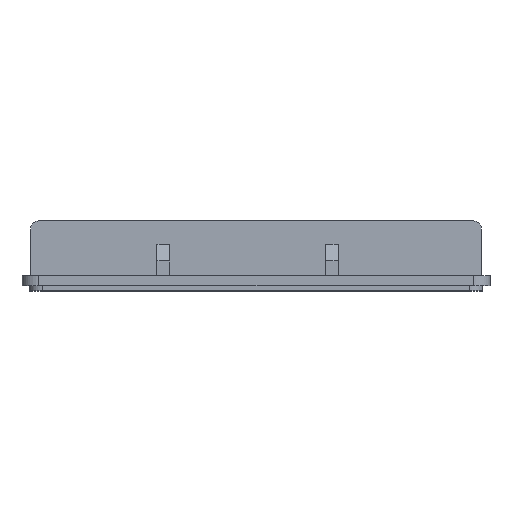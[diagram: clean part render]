
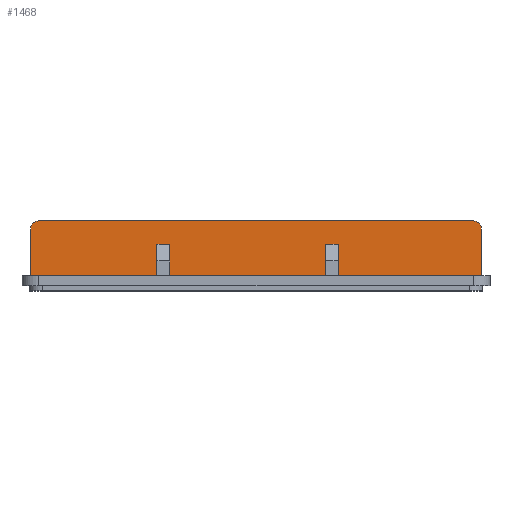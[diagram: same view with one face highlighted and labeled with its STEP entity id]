
A CAD part, top view. The second image highlights one B-rep face of the part: STEP entity #1468.
In plain terms, the highlighted planar face has unit normal (0, 0, 1).
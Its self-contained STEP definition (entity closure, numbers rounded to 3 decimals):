
#9 = DIRECTION ( 'NONE',  ( 0., 0., 1. ) ) ;
#10 = DIRECTION ( 'NONE',  ( 0., -1., 0. ) ) ;
#23 = VERTEX_POINT ( 'NONE', #2063 ) ;
#24 = VECTOR ( 'NONE', #163, 1000. ) ;
#31 = ORIENTED_EDGE ( 'NONE', *, *, #1661, .T. ) ;
#61 = DIRECTION ( 'NONE',  ( 0., -1., 0. ) ) ;
#71 = LINE ( 'NONE', #228, #560 ) ;
#93 = DIRECTION ( 'NONE',  ( 1., 0., 0. ) ) ;
#163 = DIRECTION ( 'NONE',  ( -1., 0., 0. ) ) ;
#174 = DIRECTION ( 'NONE',  ( -1., 0., 0. ) ) ;
#185 = CARTESIAN_POINT ( 'NONE',  ( 8.25, 1.2, -6.055 ) ) ;
#228 = CARTESIAN_POINT ( 'NONE',  ( 9.75, 4.95, -6.055 ) ) ;
#272 = CARTESIAN_POINT ( 'NONE',  ( -10.25, 4.95, -6.055 ) ) ;
#320 = DIRECTION ( 'NONE',  ( -1., 0., 0. ) ) ;
#331 = CARTESIAN_POINT ( 'NONE',  ( 9.75, 4.95, -6.055 ) ) ;
#350 = ORIENTED_EDGE ( 'NONE', *, *, #1763, .T. ) ;
#369 = DIRECTION ( 'NONE',  ( 0., 0., 1. ) ) ;
#370 = ORIENTED_EDGE ( 'NONE', *, *, #1982, .F. ) ;
#397 = CARTESIAN_POINT ( 'NONE',  ( -26.75, 1.2, -6.055 ) ) ;
#405 = VERTEX_POINT ( 'NONE', #472 ) ;
#421 = VECTOR ( 'NONE', #2211, 1000. ) ;
#432 = VERTEX_POINT ( 'NONE', #1000 ) ;
#435 = CARTESIAN_POINT ( 'NONE',  ( 26.75, 1.2, -6.055 ) ) ;
#472 = CARTESIAN_POINT ( 'NONE',  ( 25.75, 7.7, -6.055 ) ) ;
#542 = CARTESIAN_POINT ( 'NONE',  ( -25.75, 6.7, -6.055 ) ) ;
#560 = VECTOR ( 'NONE', #1815, 1000. ) ;
#567 = LINE ( 'NONE', #754, #2074 ) ;
#580 = DIRECTION ( 'NONE',  ( 1., 0., 0. ) ) ;
#594 = VERTEX_POINT ( 'NONE', #185 ) ;
#600 = CARTESIAN_POINT ( 'NONE',  ( 8.25, 4.95, -6.055 ) ) ;
#646 = CARTESIAN_POINT ( 'NONE',  ( 26.75, 1.2, -6.055 ) ) ;
#653 = VERTEX_POINT ( 'NONE', #1780 ) ;
#656 = CARTESIAN_POINT ( 'NONE',  ( 26.75, 7.7, -6.055 ) ) ;
#720 = EDGE_LOOP ( 'NONE', ( #1204, #350, #1978, #370, #864, #1598, #751, #1878, #1076, #31, #1755, #1649, #805, #2064 ) ) ;
#740 = VECTOR ( 'NONE', #821, 1000. ) ;
#750 = EDGE_CURVE ( 'NONE', #1833, #653, #1823, .T. ) ;
#751 = ORIENTED_EDGE ( 'NONE', *, *, #1925, .F. ) ;
#753 = VERTEX_POINT ( 'NONE', #1301 ) ;
#754 = CARTESIAN_POINT ( 'NONE',  ( -11.75, 4.95, -6.055 ) ) ;
#762 = VERTEX_POINT ( 'NONE', #1526 ) ;
#772 = EDGE_CURVE ( 'NONE', #1833, #753, #2023, .T. ) ;
#779 = VECTOR ( 'NONE', #93, 1000. ) ;
#781 = AXIS2_PLACEMENT_3D ( 'NONE', #542, #9, #174 ) ;
#800 = DIRECTION ( 'NONE',  ( 1., 0., 0. ) ) ;
#805 = ORIENTED_EDGE ( 'NONE', *, *, #2047, .F. ) ;
#809 = CARTESIAN_POINT ( 'NONE',  ( -10.25, 4.95, -6.055 ) ) ;
#821 = DIRECTION ( 'NONE',  ( 1., 0., 0. ) ) ;
#864 = ORIENTED_EDGE ( 'NONE', *, *, #930, .T. ) ;
#890 = CIRCLE ( 'NONE', #781, 1. ) ;
#930 = EDGE_CURVE ( 'NONE', #1943, #2018, #71, .T. ) ;
#969 = EDGE_CURVE ( 'NONE', #2199, #594, #1475, .T. ) ;
#1000 = CARTESIAN_POINT ( 'NONE',  ( -11.75, 1.2, -6.055 ) ) ;
#1025 = EDGE_CURVE ( 'NONE', #2076, #432, #2125, .T. ) ;
#1032 = LINE ( 'NONE', #656, #1142 ) ;
#1076 = ORIENTED_EDGE ( 'NONE', *, *, #1318, .F. ) ;
#1099 = LINE ( 'NONE', #1265, #779 ) ;
#1138 = VECTOR ( 'NONE', #1458, 1000. ) ;
#1142 = VECTOR ( 'NONE', #1198, 1000. ) ;
#1162 = PLANE ( 'NONE',  #1759 ) ;
#1184 = AXIS2_PLACEMENT_3D ( 'NONE', #1537, #369, #2055 ) ;
#1189 = LINE ( 'NONE', #331, #24 ) ;
#1198 = DIRECTION ( 'NONE',  ( 0., -1., 0. ) ) ;
#1204 = ORIENTED_EDGE ( 'NONE', *, *, #750, .T. ) ;
#1255 = DIRECTION ( 'NONE',  ( 0., -1., 0. ) ) ;
#1261 = VERTEX_POINT ( 'NONE', #1392 ) ;
#1265 = CARTESIAN_POINT ( 'NONE',  ( 26.75, 7.7, -6.055 ) ) ;
#1301 = CARTESIAN_POINT ( 'NONE',  ( -11.75, 4.95, -6.055 ) ) ;
#1318 = EDGE_CURVE ( 'NONE', #23, #405, #1099, .T. ) ;
#1325 = FACE_OUTER_BOUND ( 'NONE', #720, .T. ) ;
#1348 = CARTESIAN_POINT ( 'NONE',  ( -26.75, 7.7, -6.055 ) ) ;
#1386 = VERTEX_POINT ( 'NONE', #435 ) ;
#1392 = CARTESIAN_POINT ( 'NONE',  ( 26.75, 6.7, -6.055 ) ) ;
#1393 = VECTOR ( 'NONE', #580, 1000. ) ;
#1458 = DIRECTION ( 'NONE',  ( 0., -1., 0. ) ) ;
#1468 = ADVANCED_FACE ( 'NONE', ( #1325 ), #1162, .F. ) ;
#1475 = LINE ( 'NONE', #1825, #1683 ) ;
#1485 = CARTESIAN_POINT ( 'NONE',  ( 26.75, 1.2, -6.055 ) ) ;
#1510 = EDGE_CURVE ( 'NONE', #2018, #1386, #1880, .T. ) ;
#1526 = CARTESIAN_POINT ( 'NONE',  ( -26.75, 6.7, -6.055 ) ) ;
#1537 = CARTESIAN_POINT ( 'NONE',  ( 25.75, 6.7, -6.055 ) ) ;
#1575 = VECTOR ( 'NONE', #10, 1000. ) ;
#1598 = ORIENTED_EDGE ( 'NONE', *, *, #1510, .T. ) ;
#1609 = VECTOR ( 'NONE', #800, 1000. ) ;
#1614 = CARTESIAN_POINT ( 'NONE',  ( 9.75, 1.2, -6.055 ) ) ;
#1640 = LINE ( 'NONE', #646, #1609 ) ;
#1649 = ORIENTED_EDGE ( 'NONE', *, *, #1025, .T. ) ;
#1661 = EDGE_CURVE ( 'NONE', #23, #762, #890, .T. ) ;
#1662 = DIRECTION ( 'NONE',  ( 0., 0., -1. ) ) ;
#1683 = VECTOR ( 'NONE', #61, 1000. ) ;
#1715 = EDGE_CURVE ( 'NONE', #1261, #405, #2153, .T. ) ;
#1728 = CARTESIAN_POINT ( 'NONE',  ( 9.75, 4.95, -6.055 ) ) ;
#1755 = ORIENTED_EDGE ( 'NONE', *, *, #1939, .T. ) ;
#1759 = AXIS2_PLACEMENT_3D ( 'NONE', #2174, #1662, #320 ) ;
#1763 = EDGE_CURVE ( 'NONE', #653, #594, #1640, .T. ) ;
#1780 = CARTESIAN_POINT ( 'NONE',  ( -10.25, 1.2, -6.055 ) ) ;
#1815 = DIRECTION ( 'NONE',  ( 0., -1., 0. ) ) ;
#1823 = LINE ( 'NONE', #272, #1138 ) ;
#1825 = CARTESIAN_POINT ( 'NONE',  ( 8.25, 4.95, -6.055 ) ) ;
#1833 = VERTEX_POINT ( 'NONE', #2003 ) ;
#1835 = CARTESIAN_POINT ( 'NONE',  ( 26.75, 1.2, -6.055 ) ) ;
#1878 = ORIENTED_EDGE ( 'NONE', *, *, #1715, .T. ) ;
#1880 = LINE ( 'NONE', #1835, #740 ) ;
#1882 = LINE ( 'NONE', #1348, #1575 ) ;
#1925 = EDGE_CURVE ( 'NONE', #1261, #1386, #1032, .T. ) ;
#1939 = EDGE_CURVE ( 'NONE', #762, #2076, #1882, .T. ) ;
#1943 = VERTEX_POINT ( 'NONE', #1728 ) ;
#1978 = ORIENTED_EDGE ( 'NONE', *, *, #969, .F. ) ;
#1982 = EDGE_CURVE ( 'NONE', #1943, #2199, #1189, .T. ) ;
#2003 = CARTESIAN_POINT ( 'NONE',  ( -10.25, 4.95, -6.055 ) ) ;
#2018 = VERTEX_POINT ( 'NONE', #1614 ) ;
#2023 = LINE ( 'NONE', #809, #421 ) ;
#2047 = EDGE_CURVE ( 'NONE', #753, #432, #567, .T. ) ;
#2055 = DIRECTION ( 'NONE',  ( -1., 0., 0. ) ) ;
#2063 = CARTESIAN_POINT ( 'NONE',  ( -25.75, 7.7, -6.055 ) ) ;
#2064 = ORIENTED_EDGE ( 'NONE', *, *, #772, .F. ) ;
#2074 = VECTOR ( 'NONE', #1255, 1000. ) ;
#2076 = VERTEX_POINT ( 'NONE', #397 ) ;
#2125 = LINE ( 'NONE', #1485, #1393 ) ;
#2153 = CIRCLE ( 'NONE', #1184, 1. ) ;
#2174 = CARTESIAN_POINT ( 'NONE',  ( 26.75, 7.7, -6.055 ) ) ;
#2199 = VERTEX_POINT ( 'NONE', #600 ) ;
#2211 = DIRECTION ( 'NONE',  ( -1., 0., 0. ) ) ;
